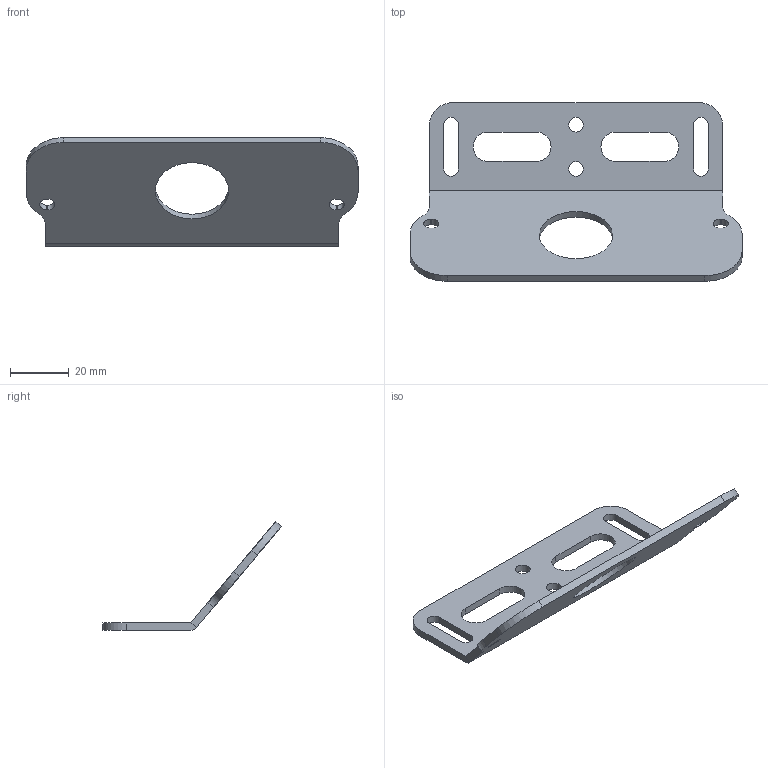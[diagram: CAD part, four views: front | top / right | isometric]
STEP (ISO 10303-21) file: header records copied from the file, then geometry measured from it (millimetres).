
FILE_DESCRIPTION(/* description */ (''),/* implementation_level */ '2;1');
FILE_NAME(/* name */ 'Small Bracket Rev 2 BENT 2017 6 13.step',/* time_stamp */ '2017-06-13T17:27:03-04:00',/* author */ (''),/* organization */ (''),/* preprocessor_version */ 'ST-DEVELOPER v16.13',/* originating_system */ 'Autodesk Translation Framework v6.1.1.50',/* authorisation */ '');
FILE_SCHEMA (('AUTOMOTIVE_DESIGN { 1 0 10303 214 3 1 1 }'));
Length unit declared in the file: millimetre
Products named in the file (3): 1W-3.5W BENT 50* Pole Bracket v10; Top Mounting; Panel Section FLAT
Assembly tree (2 placements, depth 2):
  1W-3.5W BENT 50* Pole Bracket v10
    Top Mounting
    Panel Section FLAT
Bounding box: 113 x 60.84 x 36.97 mm (x, y, z)
Volume: 16654.4 mm3; surface area: 15605 mm2
Topology: 2 solids, 2 shells, 50 faces, 138 edges, 92 vertices
Faces by surface type: plane 26, cylinder 24
Full cylindrical faces by diameter (mm): 5 x2, 25 x1
Entity records: 1694 total; most frequent: DIRECTION 293, CARTESIAN_POINT 282, ORIENTED_EDGE 270, EDGE_CURVE 135, AXIS2_PLACEMENT_3D 103, VERTEX_POINT 92, LINE 87, VECTOR 87
